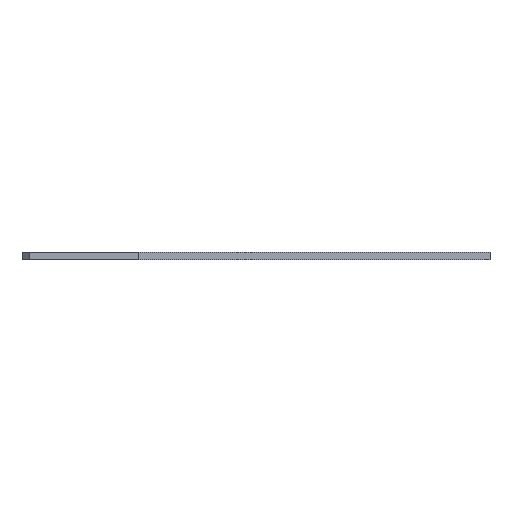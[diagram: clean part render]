
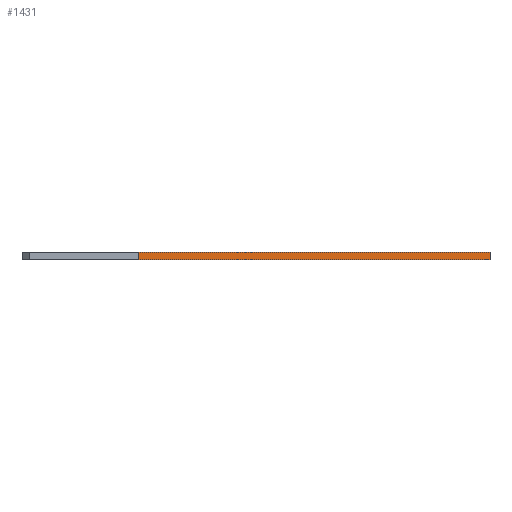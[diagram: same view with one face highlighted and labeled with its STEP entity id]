
A CAD part, left-side view. The second image highlights one B-rep face of the part: STEP entity #1431.
In plain terms, the highlighted planar face has unit normal (-0.707, -0.707, 0).
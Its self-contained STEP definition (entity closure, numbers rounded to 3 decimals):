
#40 = CARTESIAN_POINT ( 'NONE',  ( -120., -30., 0. ) ) ;
#47 = CARTESIAN_POINT ( 'NONE',  ( -120., -30., 2. ) ) ;
#67 = DIRECTION ( 'NONE',  ( 0.707, -0.707, 0. ) ) ;
#85 = PLANE ( 'NONE',  #1296 ) ;
#176 = ORIENTED_EDGE ( 'NONE', *, *, #1554, .F. ) ;
#217 = DIRECTION ( 'NONE',  ( -0.707, 0.707, 0. ) ) ;
#229 = CARTESIAN_POINT ( 'NONE',  ( -30., -120., 2. ) ) ;
#234 = LINE ( 'NONE', #1894, #847 ) ;
#292 = CARTESIAN_POINT ( 'NONE',  ( -120., -30., 2. ) ) ;
#451 = CARTESIAN_POINT ( 'NONE',  ( -30., -120., 0. ) ) ;
#543 = EDGE_CURVE ( 'NONE', #1513, #1561, #827, .T. ) ;
#657 = DIRECTION ( 'NONE',  ( 0., 0., -1. ) ) ;
#827 = LINE ( 'NONE', #229, #1711 ) ;
#847 = VECTOR ( 'NONE', #67, 1000. ) ;
#899 = LINE ( 'NONE', #1347, #1039 ) ;
#1032 = VERTEX_POINT ( 'NONE', #451 ) ;
#1039 = VECTOR ( 'NONE', #1770, 1000. ) ;
#1114 = ORIENTED_EDGE ( 'NONE', *, *, #543, .F. ) ;
#1126 = ORIENTED_EDGE ( 'NONE', *, *, #1800, .T. ) ;
#1140 = VECTOR ( 'NONE', #657, 1000. ) ;
#1258 = VERTEX_POINT ( 'NONE', #40 ) ;
#1288 = DIRECTION ( 'NONE',  ( 0.707, -0.707, 0. ) ) ;
#1296 = AXIS2_PLACEMENT_3D ( 'NONE', #1565, #1609, #217 ) ;
#1308 = FACE_OUTER_BOUND ( 'NONE', #1412, .T. ) ;
#1347 = CARTESIAN_POINT ( 'NONE',  ( -30., -120., 2. ) ) ;
#1373 = EDGE_CURVE ( 'NONE', #1513, #1258, #1427, .T. ) ;
#1412 = EDGE_LOOP ( 'NONE', ( #1126, #176, #1114, #1720 ) ) ;
#1427 = LINE ( 'NONE', #47, #1140 ) ;
#1431 = ADVANCED_FACE ( 'NONE', ( #1308 ), #85, .F. ) ;
#1460 = CARTESIAN_POINT ( 'NONE',  ( -30., -120., 2. ) ) ;
#1513 = VERTEX_POINT ( 'NONE', #292 ) ;
#1554 = EDGE_CURVE ( 'NONE', #1561, #1032, #899, .T. ) ;
#1561 = VERTEX_POINT ( 'NONE', #1460 ) ;
#1565 = CARTESIAN_POINT ( 'NONE',  ( -30., -120., 2. ) ) ;
#1609 = DIRECTION ( 'NONE',  ( 0.707, 0.707, 0. ) ) ;
#1711 = VECTOR ( 'NONE', #1288, 1000. ) ;
#1720 = ORIENTED_EDGE ( 'NONE', *, *, #1373, .T. ) ;
#1770 = DIRECTION ( 'NONE',  ( 0., 0., -1. ) ) ;
#1800 = EDGE_CURVE ( 'NONE', #1258, #1032, #234, .T. ) ;
#1894 = CARTESIAN_POINT ( 'NONE',  ( -30., -120., 0. ) ) ;
